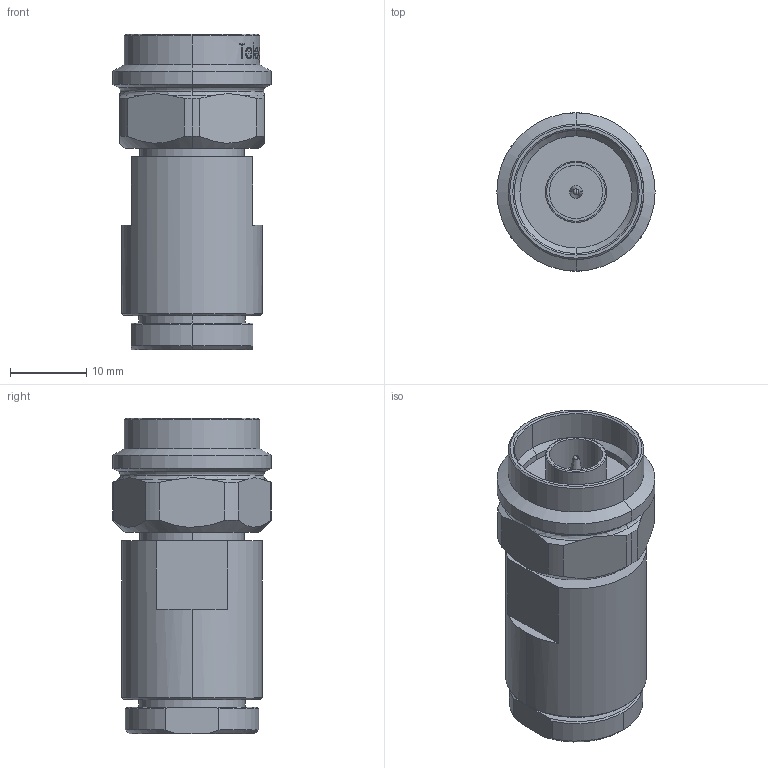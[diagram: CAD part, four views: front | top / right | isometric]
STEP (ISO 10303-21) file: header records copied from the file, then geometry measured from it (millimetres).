
FILE_DESCRIPTION (( 'STEP AP214' ), '1' );
FILE_NAME ('J01020A0149.STEP', '2015-11-09T08:52:39', ( '' ), ( '' ), 'SwSTEP 2.0', 'SolidWorks 2015', '' );
FILE_SCHEMA (( 'AUTOMOTIVE_DESIGN' ));
Length unit declared in the file: millimetre
Products named in the file (1): J01020A0149
Bounding box: 20.8 x 20.8 x 41.45 mm (x, y, z)
Volume: 9258 mm3; surface area: 4171.5 mm2
Topology: 1 solids, 1 shells, 258 faces, 655 edges, 426 vertices
Faces by surface type: bspline 83, plane 80, cylinder 52, cone 33, torus 8, sphere 2
Entity records: 18529 total; most frequent: CARTESIAN_POINT 10125, ORIENTED_EDGE 1310, DIRECTION 893, EDGE_CURVE 655, VERTEX_POINT 426, AXIS2_PLACEMENT_3D 357, B_SPLINE_CURVE_WITH_KNOTS 295, EDGE_LOOP 285
